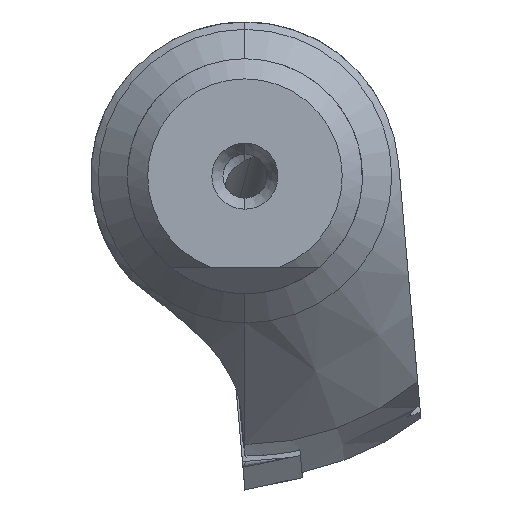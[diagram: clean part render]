
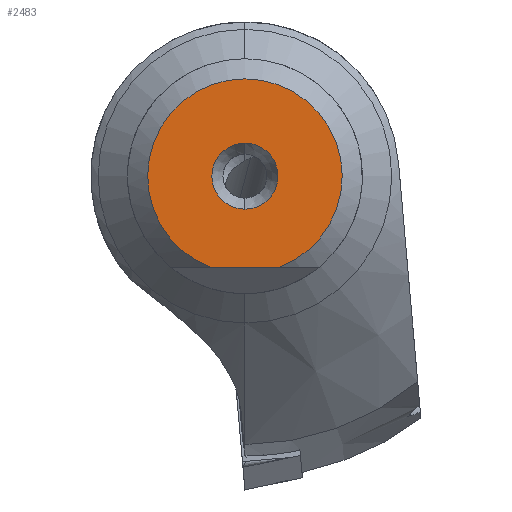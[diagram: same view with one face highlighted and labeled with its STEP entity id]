
A CAD part, left-side view. The second image highlights one B-rep face of the part: STEP entity #2483.
In plain terms, the highlighted planar face has unit normal (-1, 0, 0).
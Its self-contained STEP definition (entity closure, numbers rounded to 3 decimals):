
#776 = CARTESIAN_POINT ( 'NONE',  ( 0., 2.25, 0. ) ) ;
#779 = PLANE ( 'NONE',  #2258 ) ;
#781 = DIRECTION ( 'NONE',  ( 1., 0., 0. ) ) ;
#782 = DIRECTION ( 'NONE',  ( 0., 0., -1. ) ) ;
#1136 = CARTESIAN_POINT ( 'NONE',  ( 0., 0., -2.25 ) ) ;
#1137 = CARTESIAN_POINT ( 'NONE',  ( 0., 0., 2.25 ) ) ;
#1168 = CARTESIAN_POINT ( 'NONE',  ( 0., 2.335, -6.2 ) ) ;
#1170 = CARTESIAN_POINT ( 'NONE',  ( 0., -2.335, -6.2 ) ) ;
#1496 = FACE_OUTER_BOUND ( 'NONE', #2279, .T. ) ;
#1497 = FACE_BOUND ( 'NONE', #2288, .T. ) ;
#1683 = CIRCLE ( 'NONE', #5176, 2.25 ) ;
#1727 = CIRCLE ( 'NONE', #5186, 2.25 ) ;
#1743 = CIRCLE ( 'NONE', #5191, 6.625 ) ;
#1744 = LINE ( 'NONE', #4669, #1745 ) ;
#1745 = VECTOR ( 'NONE', #4670, 1000. ) ;
#2258 = AXIS2_PLACEMENT_3D ( 'NONE', #776, #781, #782 ) ;
#2279 = EDGE_LOOP ( 'NONE', ( #3474, #3475 ) ) ;
#2288 = EDGE_LOOP ( 'NONE', ( #3472, #3473 ) ) ;
#2483 = ADVANCED_FACE ( 'NONE', ( #1497, #1496 ), #779, .F. ) ;
#2828 = VERTEX_POINT ( 'NONE', #1136 ) ;
#2829 = VERTEX_POINT ( 'NONE', #1137 ) ;
#2860 = VERTEX_POINT ( 'NONE', #1168 ) ;
#2862 = VERTEX_POINT ( 'NONE', #1170 ) ;
#3472 = ORIENTED_EDGE ( 'NONE', *, *, #3851, .F. ) ;
#3473 = ORIENTED_EDGE ( 'NONE', *, *, #3806, .F. ) ;
#3474 = ORIENTED_EDGE ( 'NONE', *, *, #3872, .T. ) ;
#3475 = ORIENTED_EDGE ( 'NONE', *, *, #3874, .T. ) ;
#3806 = EDGE_CURVE ( 'NONE', #2828, #2829, #1683, .T. ) ;
#3851 = EDGE_CURVE ( 'NONE', #2829, #2828, #1727, .T. ) ;
#3872 = EDGE_CURVE ( 'NONE', #2862, #2860, #1743, .T. ) ;
#3874 = EDGE_CURVE ( 'NONE', #2860, #2862, #1744, .T. ) ;
#4380 = CARTESIAN_POINT ( 'NONE',  ( 0., 0., 0. ) ) ;
#4381 = DIRECTION ( 'NONE',  ( -1., 0., 0. ) ) ;
#4382 = DIRECTION ( 'NONE',  ( 0., 0., 1. ) ) ;
#4575 = CARTESIAN_POINT ( 'NONE',  ( 0., 0., 0. ) ) ;
#4576 = DIRECTION ( 'NONE',  ( -1., 0., 0. ) ) ;
#4577 = DIRECTION ( 'NONE',  ( 0., 0., 1. ) ) ;
#4661 = CARTESIAN_POINT ( 'NONE',  ( 0., 0., 0. ) ) ;
#4662 = DIRECTION ( 'NONE',  ( -1., 0., 0. ) ) ;
#4663 = DIRECTION ( 'NONE',  ( 0., 0., 1. ) ) ;
#4669 = CARTESIAN_POINT ( 'NONE',  ( 0., 2.25, -6.2 ) ) ;
#4670 = DIRECTION ( 'NONE',  ( 0., -1., 0. ) ) ;
#5176 = AXIS2_PLACEMENT_3D ( 'NONE', #4380, #4381, #4382 ) ;
#5186 = AXIS2_PLACEMENT_3D ( 'NONE', #4575, #4576, #4577 ) ;
#5191 = AXIS2_PLACEMENT_3D ( 'NONE', #4661, #4662, #4663 ) ;
